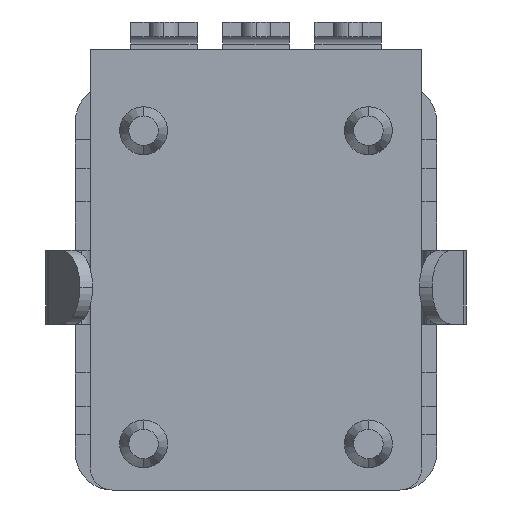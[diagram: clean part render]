
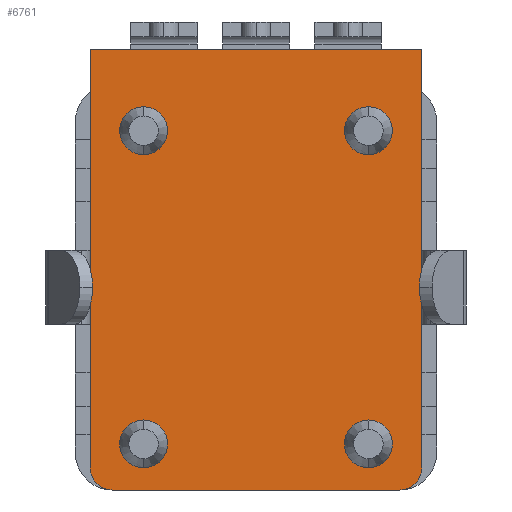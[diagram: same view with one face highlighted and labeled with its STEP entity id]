
A CAD part, front view. The second image highlights one B-rep face of the part: STEP entity #6761.
In plain terms, the highlighted planar face has unit normal (0, -1, 0).
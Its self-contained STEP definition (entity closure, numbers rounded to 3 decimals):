
#25 = CIRCLE ( 'NONE', #6955, 0.6 ) ;
#48 = CIRCLE ( 'NONE', #6538, 0.6 ) ;
#246 = ORIENTED_EDGE ( 'NONE', *, *, #10947, .T. ) ;
#477 = EDGE_LOOP ( 'NONE', ( #7477, #8367 ) ) ;
#568 = CARTESIAN_POINT ( 'NONE',  ( 3.05, 2.6, 4.9 ) ) ;
#763 = CARTESIAN_POINT ( 'NONE',  ( -3.9, 2.6, -5.5 ) ) ;
#997 = VERTEX_POINT ( 'NONE', #6640 ) ;
#1099 = EDGE_CURVE ( 'NONE', #4567, #11211, #3072, .T. ) ;
#1112 = EDGE_LOOP ( 'NONE', ( #10222, #3127 ) ) ;
#1183 = CIRCLE ( 'NONE', #9002, 0.65 ) ;
#1205 = CARTESIAN_POINT ( 'NONE',  ( -3.05, 2.6, -3.6 ) ) ;
#1433 = CARTESIAN_POINT ( 'NONE',  ( 3.05, 2.6, -4.9 ) ) ;
#1461 = CARTESIAN_POINT ( 'NONE',  ( 3.05, 2.6, 4.25 ) ) ;
#1844 = AXIS2_PLACEMENT_3D ( 'NONE', #6369, #10385, #2988 ) ;
#1927 = PLANE ( 'NONE',  #7974 ) ;
#1980 = AXIS2_PLACEMENT_3D ( 'NONE', #7179, #6309, #9911 ) ;
#2126 = DIRECTION ( 'NONE',  ( 0., 0., -1. ) ) ;
#2499 = VERTEX_POINT ( 'NONE', #568 ) ;
#2527 = EDGE_CURVE ( 'NONE', #3356, #4747, #1183, .T. ) ;
#2633 = DIRECTION ( 'NONE',  ( 0., 0., -1. ) ) ;
#2723 = CARTESIAN_POINT ( 'NONE',  ( -3.05, 2.6, -4.25 ) ) ;
#2741 = FACE_BOUND ( 'NONE', #1112, .T. ) ;
#2774 = DIRECTION ( 'NONE',  ( 0., -1., 0. ) ) ;
#2816 = AXIS2_PLACEMENT_3D ( 'NONE', #2723, #7075, #5511 ) ;
#2891 = VERTEX_POINT ( 'NONE', #763 ) ;
#2916 = DIRECTION ( 'NONE',  ( 0., 0., -1. ) ) ;
#2951 = CARTESIAN_POINT ( 'NONE',  ( 4.5, 2.6, 6.45 ) ) ;
#2980 = DIRECTION ( 'NONE',  ( 0., 1., 0. ) ) ;
#2988 = DIRECTION ( 'NONE',  ( 0., 0., -1. ) ) ;
#3003 = AXIS2_PLACEMENT_3D ( 'NONE', #3691, #6299, #4537 ) ;
#3072 = CIRCLE ( 'NONE', #1844, 0.65 ) ;
#3127 = ORIENTED_EDGE ( 'NONE', *, *, #4918, .F. ) ;
#3131 = CARTESIAN_POINT ( 'NONE',  ( 0., 2.6, 6.45 ) ) ;
#3208 = CARTESIAN_POINT ( 'NONE',  ( 3.05, 2.6, -4.25 ) ) ;
#3289 = DIRECTION ( 'NONE',  ( 0., 0., -1. ) ) ;
#3310 = CIRCLE ( 'NONE', #5885, 0.65 ) ;
#3356 = VERTEX_POINT ( 'NONE', #10004 ) ;
#3534 = CARTESIAN_POINT ( 'NONE',  ( 3.9, 2.6, -5.5 ) ) ;
#3606 = LINE ( 'NONE', #10856, #7344 ) ;
#3632 = DIRECTION ( 'NONE',  ( 0., 0., -1. ) ) ;
#3691 = CARTESIAN_POINT ( 'NONE',  ( 3.05, 2.6, -4.25 ) ) ;
#3840 = DIRECTION ( 'NONE',  ( 0., 0., -1. ) ) ;
#3938 = AXIS2_PLACEMENT_3D ( 'NONE', #3208, #7762, #8670 ) ;
#3999 = VERTEX_POINT ( 'NONE', #6587 ) ;
#4011 = VERTEX_POINT ( 'NONE', #1433 ) ;
#4092 = EDGE_LOOP ( 'NONE', ( #4428, #7519 ) ) ;
#4158 = DIRECTION ( 'NONE',  ( 0., 1., 0. ) ) ;
#4371 = EDGE_LOOP ( 'NONE', ( #8713, #246 ) ) ;
#4428 = ORIENTED_EDGE ( 'NONE', *, *, #8819, .F. ) ;
#4441 = LINE ( 'NONE', #10032, #4714 ) ;
#4493 = ORIENTED_EDGE ( 'NONE', *, *, #6053, .F. ) ;
#4537 = DIRECTION ( 'NONE',  ( 0., 0., -1. ) ) ;
#4567 = VERTEX_POINT ( 'NONE', #4927 ) ;
#4714 = VECTOR ( 'NONE', #9038, 1000. ) ;
#4733 = EDGE_CURVE ( 'NONE', #997, #4011, #10037, .T. ) ;
#4747 = VERTEX_POINT ( 'NONE', #1205 ) ;
#4918 = EDGE_CURVE ( 'NONE', #11211, #4567, #10096, .T. ) ;
#4927 = CARTESIAN_POINT ( 'NONE',  ( -3.05, 2.6, 4.9 ) ) ;
#5042 = DIRECTION ( 'NONE',  ( 0., -1., 0. ) ) ;
#5187 = CARTESIAN_POINT ( 'NONE',  ( -3.05, 2.6, -4.25 ) ) ;
#5249 = CARTESIAN_POINT ( 'NONE',  ( 0., 2.6, 0. ) ) ;
#5511 = DIRECTION ( 'NONE',  ( 0., 0., -1. ) ) ;
#5535 = CARTESIAN_POINT ( 'NONE',  ( 3.9, 2.6, -4.9 ) ) ;
#5633 = VERTEX_POINT ( 'NONE', #9646 ) ;
#5739 = VERTEX_POINT ( 'NONE', #8075 ) ;
#5785 = LINE ( 'NONE', #3131, #9566 ) ;
#5885 = AXIS2_PLACEMENT_3D ( 'NONE', #1461, #4158, #9921 ) ;
#6003 = EDGE_LOOP ( 'NONE', ( #10011, #4493, #6632, #8633, #6072, #10452 ) ) ;
#6043 = DIRECTION ( 'NONE',  ( 0., -1., 0. ) ) ;
#6053 = EDGE_CURVE ( 'NONE', #5739, #10508, #5785, .T. ) ;
#6072 = ORIENTED_EDGE ( 'NONE', *, *, #8215, .F. ) ;
#6151 = EDGE_CURVE ( 'NONE', #4011, #997, #9601, .T. ) ;
#6299 = DIRECTION ( 'NONE',  ( 0., 1., 0. ) ) ;
#6309 = DIRECTION ( 'NONE',  ( 0., 1., 0. ) ) ;
#6369 = CARTESIAN_POINT ( 'NONE',  ( -3.05, 2.6, 4.25 ) ) ;
#6538 = AXIS2_PLACEMENT_3D ( 'NONE', #5535, #2980, #3840 ) ;
#6559 = FACE_BOUND ( 'NONE', #4371, .T. ) ;
#6587 = CARTESIAN_POINT ( 'NONE',  ( -4.5, 2.6, -4.9 ) ) ;
#6632 = ORIENTED_EDGE ( 'NONE', *, *, #10946, .T. ) ;
#6640 = CARTESIAN_POINT ( 'NONE',  ( 3.05, 2.6, -3.6 ) ) ;
#6761 = ADVANCED_FACE ( 'NONE', ( #6559, #10198, #10384, #2741, #10176 ), #1927, .T. ) ;
#6832 = CARTESIAN_POINT ( 'NONE',  ( -3.05, 2.6, 4.25 ) ) ;
#6955 = AXIS2_PLACEMENT_3D ( 'NONE', #10332, #9340, #10180 ) ;
#7075 = DIRECTION ( 'NONE',  ( 0., -1., 0. ) ) ;
#7176 = VECTOR ( 'NONE', #2633, 1000. ) ;
#7179 = CARTESIAN_POINT ( 'NONE',  ( 3.05, 2.6, 4.25 ) ) ;
#7344 = VECTOR ( 'NONE', #2916, 1000. ) ;
#7448 = LINE ( 'NONE', #8766, #7176 ) ;
#7477 = ORIENTED_EDGE ( 'NONE', *, *, #4733, .T. ) ;
#7519 = ORIENTED_EDGE ( 'NONE', *, *, #2527, .F. ) ;
#7619 = CARTESIAN_POINT ( 'NONE',  ( 4.5, 2.6, -4.9 ) ) ;
#7625 = EDGE_CURVE ( 'NONE', #10508, #10721, #7448, .T. ) ;
#7643 = CIRCLE ( 'NONE', #1980, 0.65 ) ;
#7762 = DIRECTION ( 'NONE',  ( 0., 1., 0. ) ) ;
#7974 = AXIS2_PLACEMENT_3D ( 'NONE', #5249, #2774, #3632 ) ;
#8075 = CARTESIAN_POINT ( 'NONE',  ( -4.5, 2.6, 6.45 ) ) ;
#8215 = EDGE_CURVE ( 'NONE', #9078, #2891, #4441, .T. ) ;
#8367 = ORIENTED_EDGE ( 'NONE', *, *, #6151, .T. ) ;
#8633 = ORIENTED_EDGE ( 'NONE', *, *, #10753, .T. ) ;
#8670 = DIRECTION ( 'NONE',  ( 0., 0., -1. ) ) ;
#8713 = ORIENTED_EDGE ( 'NONE', *, *, #10368, .T. ) ;
#8766 = CARTESIAN_POINT ( 'NONE',  ( 4.5, 2.6, -5.5 ) ) ;
#8819 = EDGE_CURVE ( 'NONE', #4747, #3356, #9145, .T. ) ;
#9002 = AXIS2_PLACEMENT_3D ( 'NONE', #5187, #6043, #3289 ) ;
#9038 = DIRECTION ( 'NONE',  ( -1., 0., 0. ) ) ;
#9078 = VERTEX_POINT ( 'NONE', #3534 ) ;
#9145 = CIRCLE ( 'NONE', #2816, 0.65 ) ;
#9340 = DIRECTION ( 'NONE',  ( 0., -1., 0. ) ) ;
#9566 = VECTOR ( 'NONE', #9827, 1000. ) ;
#9601 = CIRCLE ( 'NONE', #3938, 0.65 ) ;
#9646 = CARTESIAN_POINT ( 'NONE',  ( 3.05, 2.6, 3.6 ) ) ;
#9827 = DIRECTION ( 'NONE',  ( 1., 0., 0. ) ) ;
#9911 = DIRECTION ( 'NONE',  ( 0., 0., -1. ) ) ;
#9921 = DIRECTION ( 'NONE',  ( 0., 0., -1. ) ) ;
#10004 = CARTESIAN_POINT ( 'NONE',  ( -3.05, 2.6, -4.9 ) ) ;
#10011 = ORIENTED_EDGE ( 'NONE', *, *, #7625, .F. ) ;
#10032 = CARTESIAN_POINT ( 'NONE',  ( 0., 2.6, -5.5 ) ) ;
#10037 = CIRCLE ( 'NONE', #3003, 0.65 ) ;
#10096 = CIRCLE ( 'NONE', #10896, 0.65 ) ;
#10176 = FACE_BOUND ( 'NONE', #4092, .T. ) ;
#10180 = DIRECTION ( 'NONE',  ( 0., 0., -1. ) ) ;
#10198 = FACE_BOUND ( 'NONE', #477, .T. ) ;
#10222 = ORIENTED_EDGE ( 'NONE', *, *, #1099, .F. ) ;
#10332 = CARTESIAN_POINT ( 'NONE',  ( -3.9, 2.6, -4.9 ) ) ;
#10368 = EDGE_CURVE ( 'NONE', #2499, #5633, #3310, .T. ) ;
#10384 = FACE_OUTER_BOUND ( 'NONE', #6003, .T. ) ;
#10385 = DIRECTION ( 'NONE',  ( 0., -1., 0. ) ) ;
#10452 = ORIENTED_EDGE ( 'NONE', *, *, #10813, .F. ) ;
#10508 = VERTEX_POINT ( 'NONE', #2951 ) ;
#10576 = CARTESIAN_POINT ( 'NONE',  ( -3.05, 2.6, 3.6 ) ) ;
#10721 = VERTEX_POINT ( 'NONE', #7619 ) ;
#10753 = EDGE_CURVE ( 'NONE', #3999, #2891, #25, .T. ) ;
#10813 = EDGE_CURVE ( 'NONE', #10721, #9078, #48, .T. ) ;
#10856 = CARTESIAN_POINT ( 'NONE',  ( -4.5, 2.6, -5.5 ) ) ;
#10896 = AXIS2_PLACEMENT_3D ( 'NONE', #6832, #5042, #2126 ) ;
#10946 = EDGE_CURVE ( 'NONE', #5739, #3999, #3606, .T. ) ;
#10947 = EDGE_CURVE ( 'NONE', #5633, #2499, #7643, .T. ) ;
#11211 = VERTEX_POINT ( 'NONE', #10576 ) ;
